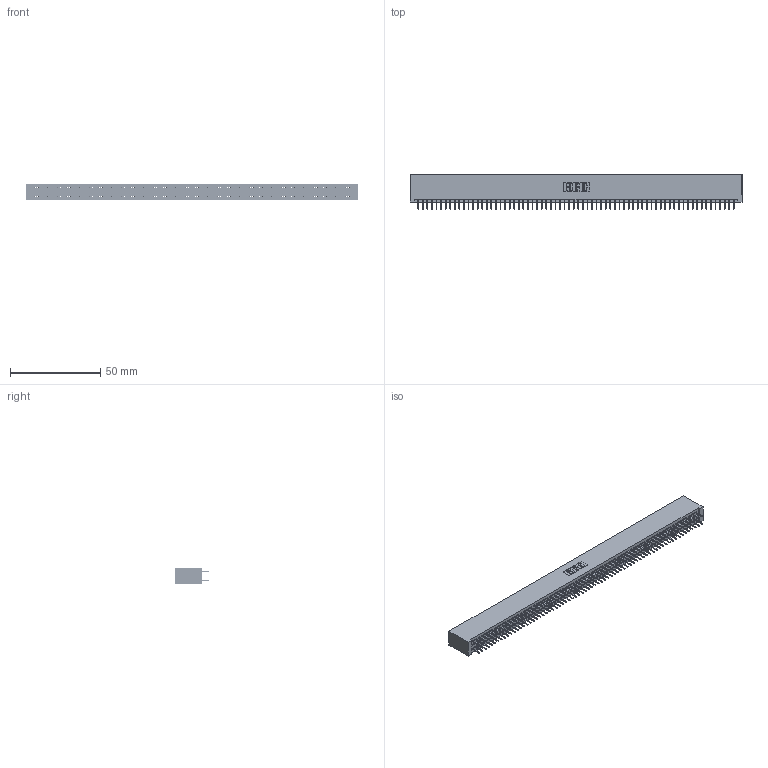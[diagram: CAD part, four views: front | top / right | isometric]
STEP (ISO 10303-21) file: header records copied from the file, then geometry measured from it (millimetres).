
FILE_DESCRIPTION (( 'STEP AP203' ), '1' );
FILE_NAME ('345-140-524-201.STEP', '2018-10-20T23:06:14', ( '' ), ( '' ), 'SwSTEP 2.0', 'SolidWorks 2016', '' );
FILE_SCHEMA (( 'CONFIG_CONTROL_DESIGN' ));
Length unit declared in the file: inch
Products named in the file (3): 345 Part_No Mounting Lugs; 345-140-524-201; 345-292-001_345-293-124
Assembly tree (141 placements, depth 2):
  345-140-524-201
    345 Part_No Mounting Lugs
    345-292-001_345-293-124  x140
Bounding box: 184.4 x 19.35 x 9.4 mm (x, y, z)
Volume: 18577.1 mm3; surface area: 27746.4 mm2
Topology: 141 solids, 141 shells, 7678 faces, 21737 edges, 13930 vertices
Faces by surface type: plane 5536, cylinder 2142
Entity records: 50951 total; most frequent: CARTESIAN_POINT 8512, ORIENTED_EDGE 8446, DIRECTION 7467, EDGE_CURVE 4223, LINE 3823, VECTOR 3823, VERTEX_POINT 2810, AXIS2_PLACEMENT_3D 1822
